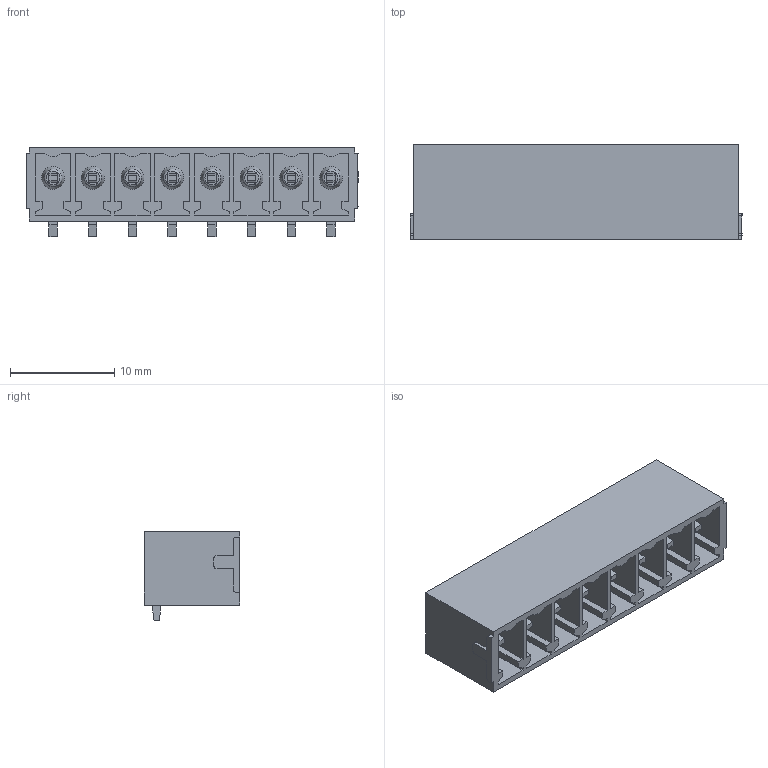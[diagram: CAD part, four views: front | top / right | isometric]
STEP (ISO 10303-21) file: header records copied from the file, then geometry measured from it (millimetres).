
FILE_DESCRIPTION(('CATIA V5 STEP Exchange','CAx-IF Rec.Pracs.--- Model Styling and Organization---1.4--- 2014-01-23'),'2;1');
FILE_NAME ('D1486667_0_1461570000_1461570000.stp','2021-05-20T09:42:00+00:00',('none'),('Weidmueller'),'CATIA Version 5-6 Release 2016 SP3 HF44','CATIA V5 STEP AP214','none');
FILE_SCHEMA(('AUTOMOTIVE_DESIGN { 1 0 10303 214 1 1 1 1 }'));
Length unit declared in the file: millimetre
Products named in the file (1): 1461570000
Bounding box: 31.87 x 9.2 x 8.6 mm (x, y, z)
Volume: 875 mm3; surface area: 2966.8 mm2
Topology: 9 solids, 9 shells, 546 faces, 1536 edges, 1024 vertices
Faces by surface type: plane 490, cylinder 24, cone 16, torus 16
Entity records: 16802 total; most frequent: ORIENTED_EDGE 3072, CARTESIAN_POINT 2897, DIRECTION 2208, EDGE_CURVE 1536, VECTOR 1424, LINE 1424, VERTEX_POINT 1024, EDGE_LOOP 578
